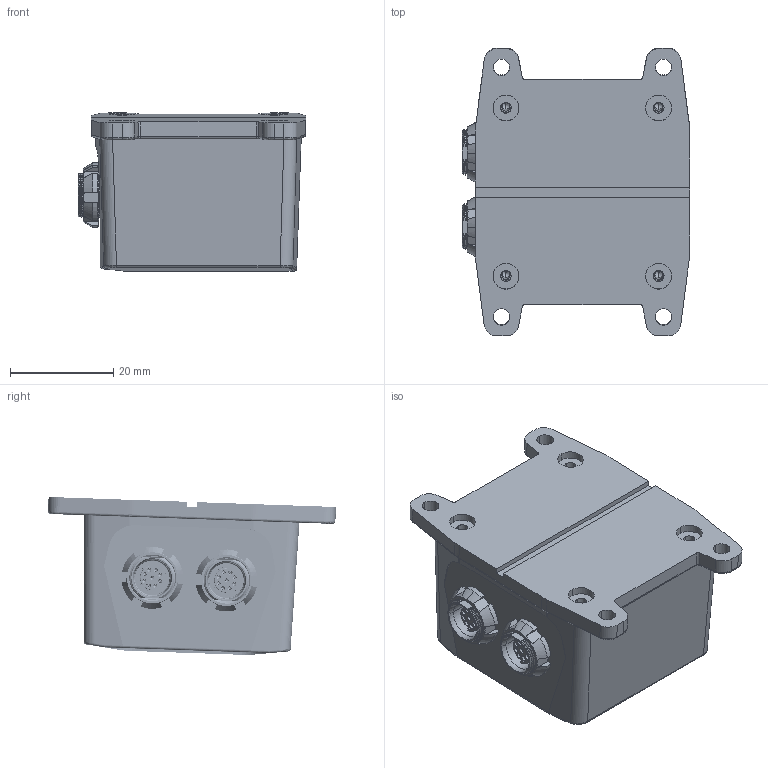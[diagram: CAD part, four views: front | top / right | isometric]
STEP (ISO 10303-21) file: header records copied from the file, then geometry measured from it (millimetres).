
FILE_DESCRIPTION (( 'STEP AP214' ), '1' );
FILE_NAME ('蚾饜极-MAIN-AUX-0618-V1-0804.STEP', '2021-08-04T01:48:42', ( '' ), ( '' ), 'SwSTEP 2.0', 'SolidWorks 2020', '' );
FILE_SCHEMA (( 'AUTOMOTIVE_DESIGN' ));
Length unit declared in the file: millimetre
Products named in the file (10): MAIN-泂祧-0803; fc_deco_slot_nut_m9x0_5_1_2; MAIN-dizuo-0618-V1; HANGCHA; SW3DPS-FISCHER_DBPU_102_A059-130_1; 蚾饜极-MAIN-AUX-0618-V1-0804; fc_deco_slot_nut_m9x0_5_1_3; fc_deco_slot_nut_m9x0_5_1; MAIN-AUX-0618-V1-0721
Assembly tree (13 placements, depth 3):
  蚾饜极-MAIN-AUX-0618-V1-0804
    MAIN-AUX-0618-V1-0721
    MAIN-dizuo-0618-V1
    HANGCHA
      SW3DPS-FISCHER_DBPU_102_A059-130_1
      fc_deco_slot_nut_m9x0_5_1
      fc_deco_slot_nut_m9x0_5_1_2
      fc_deco_slot_nut_m9x0_5_1_3
    HANGCHA
      SW3DPS-FISCHER_DBPU_102_A059-130_1
      fc_deco_slot_nut_m9x0_5_1
      fc_deco_slot_nut_m9x0_5_1_2
      fc_deco_slot_nut_m9x0_5_1_3
    MAIN-泂祧-0803
Bounding box: 44.17 x 55.79 x 30.64 mm (x, y, z)
Volume: 17976.7 mm3; surface area: 22668.8 mm2
Topology: 25 solids, 29 shells, 4901 faces, 13444 edges, 8915 vertices
Faces by surface type: plane 2296, bspline 1500, cylinder 775, cone 212, torus 118
Entity records: 246202 total; most frequent: CARTESIAN_POINT 109482, ORIENTED_EDGE 22914, DIRECTION 14266, EDGE_CURVE 11462, VERTEX_POINT 7603, LINE 6914, VECTOR 6914, EDGE_LOOP 4625
